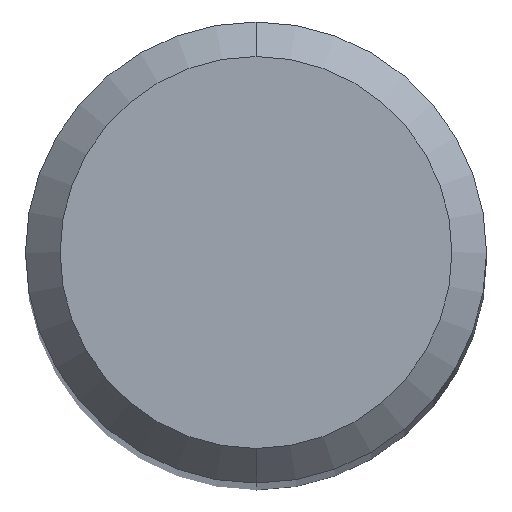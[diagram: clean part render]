
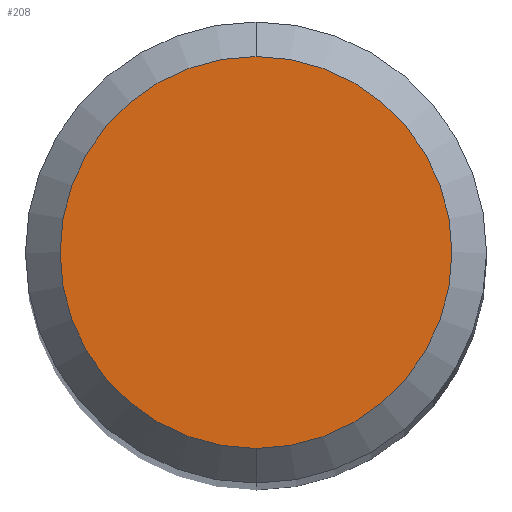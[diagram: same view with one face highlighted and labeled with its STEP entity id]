
A CAD part, top view. The second image highlights one B-rep face of the part: STEP entity #208.
In plain terms, the highlighted planar face has unit normal (0, 0, 1).
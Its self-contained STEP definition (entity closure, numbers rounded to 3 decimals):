
#134=VERTEX_POINT('',#277);
#168=EDGE_CURVE('',#134,#196,#314,.T.);
#196=VERTEX_POINT('',#346);
#204=EDGE_CURVE('',#196,#134,#356,.T.);
#208=ADVANCED_FACE('',(#360),#361,.T.);
#277=CARTESIAN_POINT('',(0.0,1.7,0.0));
#314=CIRCLE('',#485,1.7);
#346=CARTESIAN_POINT('',(0.,-1.7,0.0));
#356=CIRCLE('',#534,1.7);
#360=FACE_OUTER_BOUND('',#539,.T.);
#361=PLANE('',#540);
#485=AXIS2_PLACEMENT_3D('',#648,#649,#650);
#534=AXIS2_PLACEMENT_3D('',#702,#703,#704);
#539=EDGE_LOOP('',(#709,#710));
#540=AXIS2_PLACEMENT_3D('',#711,#712,#713);
#648=CARTESIAN_POINT('',(0.0,0.0,0.0));
#649=DIRECTION('',(0.0,0.0,-1.0));
#650=DIRECTION('',(0.0,1.0,0.0));
#702=CARTESIAN_POINT('',(0.0,0.0,0.0));
#703=DIRECTION('',(0.0,0.0,-1.0));
#704=DIRECTION('',(0.0,1.0,0.0));
#709=ORIENTED_EDGE('',*,*,#168,.F.);
#710=ORIENTED_EDGE('',*,*,#204,.F.);
#711=CARTESIAN_POINT('',(0.0,0.85,0.0));
#712=DIRECTION('',(-0.0,0.0,1.0));
#713=DIRECTION('',(0.0,-1.0,0.0));
